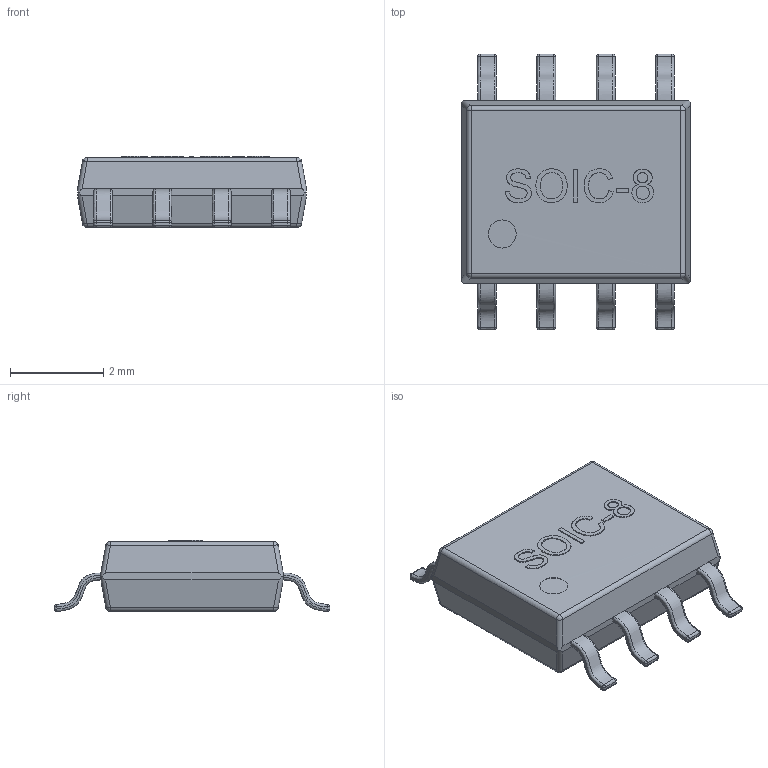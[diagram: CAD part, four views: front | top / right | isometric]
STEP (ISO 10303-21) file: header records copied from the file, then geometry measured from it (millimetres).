
FILE_DESCRIPTION(('HOOPS Exchange Step'),'2;1');
FILE_NAME('temp_export','2025-06-27T01:59:44-17:00',('Nhatkhongbuon'),('Shapr3D Limited'),'HOOPS Exchange 2024.8','Shapr3D','Authorized');
FILE_SCHEMA( ('AP242_MANAGED_MODEL_BASED_3D_ENGINEERING_MIM_LF {1 0 10303 442 1 1 4}') );
Length unit declared in the file: millimetre
Products named in the file (2): SOIC8.STEP; root
Assembly tree (1 placements, depth 2):
  root
    SOIC8.STEP
Bounding box: 4.9 x 5.9 x 1.52 mm (x, y, z)
Volume: 27.8 mm3; surface area: 71.5 mm2
Topology: 7 solids, 7 shells, 219 faces, 516 edges, 272 vertices
Faces by surface type: bspline 83, plane 63, sphere 40, cylinder 33
Full cylindrical faces by diameter (mm): 0.6 x1
Entity records: 15080 total; most frequent: CARTESIAN_POINT 10688, ORIENTED_EDGE 952, DIRECTION 732, EDGE_CURVE 476, AXIS2_PLACEMENT_3D 282, VERTEX_POINT 272, EDGE_LOOP 226, FACE_BOUND 226
